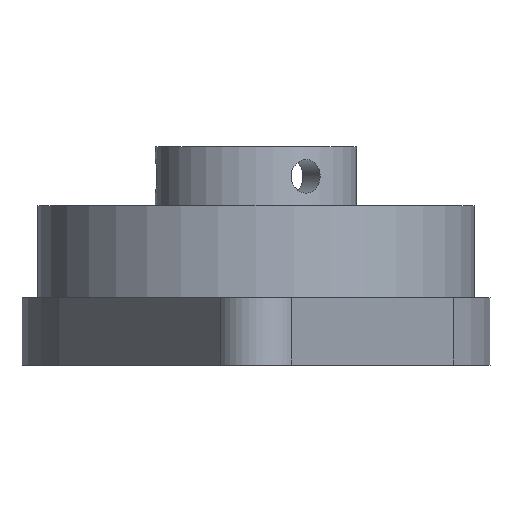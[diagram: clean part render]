
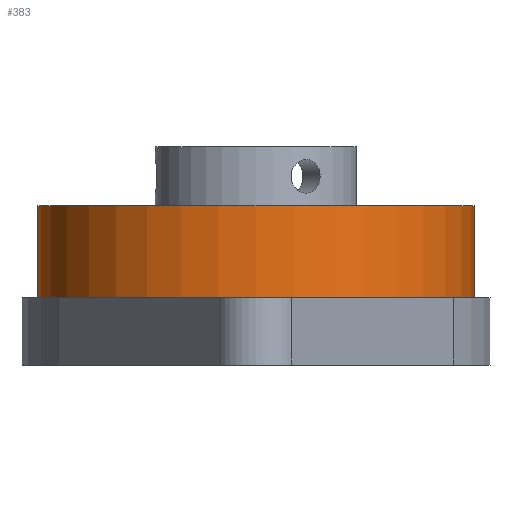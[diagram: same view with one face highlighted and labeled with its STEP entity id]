
A CAD part, left-side view. The second image highlights one B-rep face of the part: STEP entity #383.
In plain terms, the highlighted cylindrical face has radius 13 mm (diameter 26 mm), a full revolution.
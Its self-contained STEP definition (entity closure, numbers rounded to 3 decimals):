
#46=CIRCLE('',#423,13.);
#50=CIRCLE('',#431,13.);
#68=FACE_OUTER_BOUND('',#93,.T.);
#93=EDGE_LOOP('',(#302,#303,#304,#305));
#134=LINE('',#832,#159);
#159=VECTOR('',#514,13.);
#193=VERTEX_POINT('',#811);
#199=VERTEX_POINT('',#830);
#232=EDGE_CURVE('',#193,#193,#46,.T.);
#241=EDGE_CURVE('',#199,#199,#50,.T.);
#242=EDGE_CURVE('',#199,#193,#134,.T.);
#302=ORIENTED_EDGE('',*,*,#241,.F.);
#303=ORIENTED_EDGE('',*,*,#242,.T.);
#304=ORIENTED_EDGE('',*,*,#232,.F.);
#305=ORIENTED_EDGE('',*,*,#242,.F.);
#367=CYLINDRICAL_SURFACE('',#430,13.);
#383=ADVANCED_FACE('',(#68),#367,.T.);
#423=AXIS2_PLACEMENT_3D('',#812,#491,#492);
#430=AXIS2_PLACEMENT_3D('',#829,#510,#511);
#431=AXIS2_PLACEMENT_3D('',#831,#512,#513);
#491=DIRECTION('center_axis',(0.,0.,-1.));
#492=DIRECTION('ref_axis',(1.,0.,0.));
#510=DIRECTION('center_axis',(0.,0.,1.));
#511=DIRECTION('ref_axis',(1.,0.,0.));
#512=DIRECTION('center_axis',(0.,0.,1.));
#513=DIRECTION('ref_axis',(1.,0.,0.));
#514=DIRECTION('',(0.,0.,-1.));
#811=CARTESIAN_POINT('',(-13.,0.,4.));
#812=CARTESIAN_POINT('Origin',(0.,0.,4.));
#829=CARTESIAN_POINT('Origin',(0.,0.,0.));
#830=CARTESIAN_POINT('',(-13.,0.,9.5));
#831=CARTESIAN_POINT('Origin',(0.,0.,9.5));
#832=CARTESIAN_POINT('',(-13.,0.,0.));
